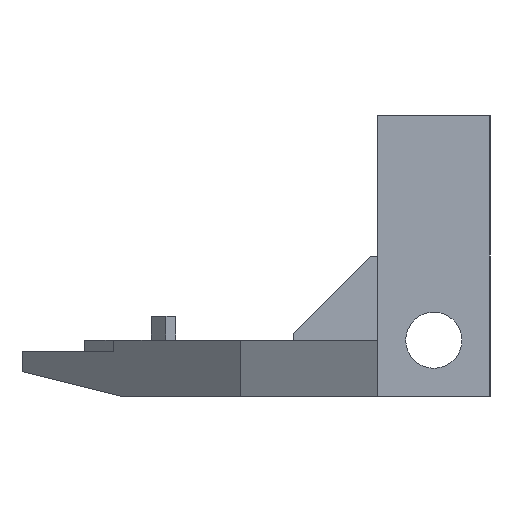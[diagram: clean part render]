
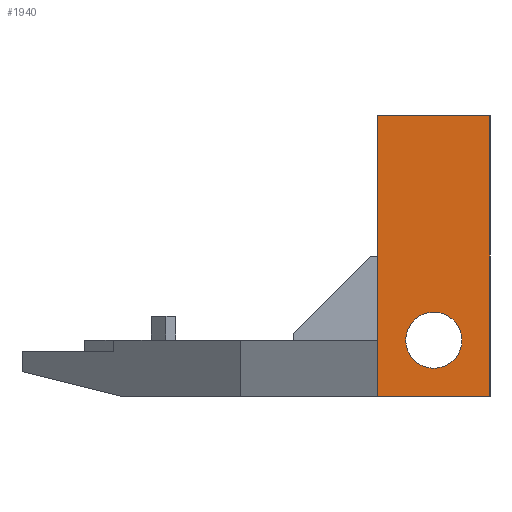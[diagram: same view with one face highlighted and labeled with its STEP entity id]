
A CAD part, left-side view. The second image highlights one B-rep face of the part: STEP entity #1940.
In plain terms, the highlighted planar face has unit normal (-1, 0, 0).
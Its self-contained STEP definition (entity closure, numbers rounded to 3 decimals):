
#100 = PLANE('',#101);
#101 = AXIS2_PLACEMENT_3D('',#102,#103,#104);
#102 = CARTESIAN_POINT('',(50.,-31.,20.));
#103 = DIRECTION('',(0.,1.,0.));
#104 = DIRECTION('',(-1.,0.,0.));
#376 = VERTEX_POINT('',#377);
#377 = CARTESIAN_POINT('',(-33.,-31.,4.));
#414 = PLANE('',#415);
#415 = AXIS2_PLACEMENT_3D('',#416,#417,#418);
#416 = CARTESIAN_POINT('',(-26.87,-21.213,0.));
#417 = DIRECTION('',(0.847,-0.531,0.));
#418 = DIRECTION('',(-0.531,-0.847,0.));
#734 = VERTEX_POINT('',#735);
#735 = CARTESIAN_POINT('',(-33.,-31.,20.));
#749 = PLANE('',#750);
#750 = AXIS2_PLACEMENT_3D('',#751,#752,#753);
#751 = CARTESIAN_POINT('',(0.,-26.677,20.));
#752 = DIRECTION('',(0.,0.,1.));
#753 = DIRECTION('',(1.,0.,0.));
#790 = EDGE_CURVE('',#376,#734,#791,.T.);
#791 = SURFACE_CURVE('',#792,(#796,#803),.PCURVE_S1.);
#792 = LINE('',#793,#794);
#793 = CARTESIAN_POINT('',(-33.,-31.,0.));
#794 = VECTOR('',#795,1.);
#795 = DIRECTION('',(0.,0.,1.));
#796 = PCURVE('',#100,#797);
#797 = DEFINITIONAL_REPRESENTATION('',(#798),#802);
#798 = LINE('',#799,#800);
#799 = CARTESIAN_POINT('',(83.,-20.));
#800 = VECTOR('',#801,1.);
#801 = DIRECTION('',(0.,1.));
#802 = ( GEOMETRIC_REPRESENTATION_CONTEXT(2) 
PARAMETRIC_REPRESENTATION_CONTEXT() REPRESENTATION_CONTEXT('2D SPACE',''
  ) );
#803 = PCURVE('',#804,#809);
#804 = PLANE('',#805);
#805 = AXIS2_PLACEMENT_3D('',#806,#807,#808);
#806 = CARTESIAN_POINT('',(-33.,-31.,0.));
#807 = DIRECTION('',(1.,0.,0.));
#808 = DIRECTION('',(0.,-1.,0.));
#809 = DEFINITIONAL_REPRESENTATION('',(#810),#814);
#810 = LINE('',#811,#812);
#811 = CARTESIAN_POINT('',(0.,0.));
#812 = VECTOR('',#813,1.);
#813 = DIRECTION('',(0.,-1.));
#814 = ( GEOMETRIC_REPRESENTATION_CONTEXT(2) 
PARAMETRIC_REPRESENTATION_CONTEXT() REPRESENTATION_CONTEXT('2D SPACE',''
  ) );
#1491 = PLANE('',#1492);
#1492 = AXIS2_PLACEMENT_3D('',#1493,#1494,#1495);
#1493 = CARTESIAN_POINT('',(0.,-26.677,0.));
#1494 = DIRECTION('',(0.,0.,1.));
#1495 = DIRECTION('',(1.,0.,0.));
#1602 = VERTEX_POINT('',#1603);
#1603 = CARTESIAN_POINT('',(-33.,-31.,0.));
#1626 = EDGE_CURVE('',#1602,#376,#1627,.T.);
#1627 = SURFACE_CURVE('',#1628,(#1632,#1639),.PCURVE_S1.);
#1628 = LINE('',#1629,#1630);
#1629 = CARTESIAN_POINT('',(-33.,-31.,0.));
#1630 = VECTOR('',#1631,1.);
#1631 = DIRECTION('',(0.,0.,1.));
#1632 = PCURVE('',#414,#1633);
#1633 = DEFINITIONAL_REPRESENTATION('',(#1634),#1638);
#1634 = LINE('',#1635,#1636);
#1635 = CARTESIAN_POINT('',(11.548,0.));
#1636 = VECTOR('',#1637,1.);
#1637 = DIRECTION('',(0.,-1.));
#1638 = ( GEOMETRIC_REPRESENTATION_CONTEXT(2) 
PARAMETRIC_REPRESENTATION_CONTEXT() REPRESENTATION_CONTEXT('2D SPACE',''
  ) );
#1639 = PCURVE('',#804,#1640);
#1640 = DEFINITIONAL_REPRESENTATION('',(#1641),#1645);
#1641 = LINE('',#1642,#1643);
#1642 = CARTESIAN_POINT('',(0.,0.));
#1643 = VECTOR('',#1644,1.);
#1644 = DIRECTION('',(0.,-1.));
#1645 = ( GEOMETRIC_REPRESENTATION_CONTEXT(2) 
PARAMETRIC_REPRESENTATION_CONTEXT() REPRESENTATION_CONTEXT('2D SPACE',''
  ) );
#1813 = EDGE_CURVE('',#734,#1814,#1816,.T.);
#1814 = VERTEX_POINT('',#1815);
#1815 = CARTESIAN_POINT('',(-33.,-39.,20.));
#1816 = SURFACE_CURVE('',#1817,(#1821,#1828),.PCURVE_S1.);
#1817 = LINE('',#1818,#1819);
#1818 = CARTESIAN_POINT('',(-33.,-31.,20.));
#1819 = VECTOR('',#1820,1.);
#1820 = DIRECTION('',(0.,-1.,0.));
#1821 = PCURVE('',#749,#1822);
#1822 = DEFINITIONAL_REPRESENTATION('',(#1823),#1827);
#1823 = LINE('',#1824,#1825);
#1824 = CARTESIAN_POINT('',(-33.,-4.323));
#1825 = VECTOR('',#1826,1.);
#1826 = DIRECTION('',(0.,-1.));
#1827 = ( GEOMETRIC_REPRESENTATION_CONTEXT(2) 
PARAMETRIC_REPRESENTATION_CONTEXT() REPRESENTATION_CONTEXT('2D SPACE',''
  ) );
#1828 = PCURVE('',#804,#1829);
#1829 = DEFINITIONAL_REPRESENTATION('',(#1830),#1834);
#1830 = LINE('',#1831,#1832);
#1831 = CARTESIAN_POINT('',(0.,-20.));
#1832 = VECTOR('',#1833,1.);
#1833 = DIRECTION('',(1.,0.));
#1834 = ( GEOMETRIC_REPRESENTATION_CONTEXT(2) 
PARAMETRIC_REPRESENTATION_CONTEXT() REPRESENTATION_CONTEXT('2D SPACE',''
  ) );
#1852 = PLANE('',#1853);
#1853 = AXIS2_PLACEMENT_3D('',#1854,#1855,#1856);
#1854 = CARTESIAN_POINT('',(-33.,-39.,0.));
#1855 = DIRECTION('',(0.,1.,0.));
#1856 = DIRECTION('',(1.,0.,0.));
#1940 = ADVANCED_FACE('',(#1941,#1990),#804,.F.);
#1941 = FACE_BOUND('',#1942,.F.);
#1942 = EDGE_LOOP('',(#1943,#1944,#1945,#1946,#1969));
#1943 = ORIENTED_EDGE('',*,*,#1626,.T.);
#1944 = ORIENTED_EDGE('',*,*,#790,.T.);
#1945 = ORIENTED_EDGE('',*,*,#1813,.T.);
#1946 = ORIENTED_EDGE('',*,*,#1947,.F.);
#1947 = EDGE_CURVE('',#1948,#1814,#1950,.T.);
#1948 = VERTEX_POINT('',#1949);
#1949 = CARTESIAN_POINT('',(-33.,-39.,0.));
#1950 = SURFACE_CURVE('',#1951,(#1955,#1962),.PCURVE_S1.);
#1951 = LINE('',#1952,#1953);
#1952 = CARTESIAN_POINT('',(-33.,-39.,0.));
#1953 = VECTOR('',#1954,1.);
#1954 = DIRECTION('',(0.,0.,1.));
#1955 = PCURVE('',#804,#1956);
#1956 = DEFINITIONAL_REPRESENTATION('',(#1957),#1961);
#1957 = LINE('',#1958,#1959);
#1958 = CARTESIAN_POINT('',(8.,0.));
#1959 = VECTOR('',#1960,1.);
#1960 = DIRECTION('',(0.,-1.));
#1961 = ( GEOMETRIC_REPRESENTATION_CONTEXT(2) 
PARAMETRIC_REPRESENTATION_CONTEXT() REPRESENTATION_CONTEXT('2D SPACE',''
  ) );
#1962 = PCURVE('',#1852,#1963);
#1963 = DEFINITIONAL_REPRESENTATION('',(#1964),#1968);
#1964 = LINE('',#1965,#1966);
#1965 = CARTESIAN_POINT('',(0.,0.));
#1966 = VECTOR('',#1967,1.);
#1967 = DIRECTION('',(0.,-1.));
#1968 = ( GEOMETRIC_REPRESENTATION_CONTEXT(2) 
PARAMETRIC_REPRESENTATION_CONTEXT() REPRESENTATION_CONTEXT('2D SPACE',''
  ) );
#1969 = ORIENTED_EDGE('',*,*,#1970,.F.);
#1970 = EDGE_CURVE('',#1602,#1948,#1971,.T.);
#1971 = SURFACE_CURVE('',#1972,(#1976,#1983),.PCURVE_S1.);
#1972 = LINE('',#1973,#1974);
#1973 = CARTESIAN_POINT('',(-33.,-31.,0.));
#1974 = VECTOR('',#1975,1.);
#1975 = DIRECTION('',(0.,-1.,0.));
#1976 = PCURVE('',#804,#1977);
#1977 = DEFINITIONAL_REPRESENTATION('',(#1978),#1982);
#1978 = LINE('',#1979,#1980);
#1979 = CARTESIAN_POINT('',(0.,0.));
#1980 = VECTOR('',#1981,1.);
#1981 = DIRECTION('',(1.,0.));
#1982 = ( GEOMETRIC_REPRESENTATION_CONTEXT(2) 
PARAMETRIC_REPRESENTATION_CONTEXT() REPRESENTATION_CONTEXT('2D SPACE',''
  ) );
#1983 = PCURVE('',#1491,#1984);
#1984 = DEFINITIONAL_REPRESENTATION('',(#1985),#1989);
#1985 = LINE('',#1986,#1987);
#1986 = CARTESIAN_POINT('',(-33.,-4.323));
#1987 = VECTOR('',#1988,1.);
#1988 = DIRECTION('',(0.,-1.));
#1989 = ( GEOMETRIC_REPRESENTATION_CONTEXT(2) 
PARAMETRIC_REPRESENTATION_CONTEXT() REPRESENTATION_CONTEXT('2D SPACE',''
  ) );
#1990 = FACE_BOUND('',#1991,.F.);
#1991 = EDGE_LOOP('',(#1992));
#1992 = ORIENTED_EDGE('',*,*,#1993,.F.);
#1993 = EDGE_CURVE('',#1994,#1994,#1996,.T.);
#1994 = VERTEX_POINT('',#1995);
#1995 = CARTESIAN_POINT('',(-33.,-33.,4.));
#1996 = SURFACE_CURVE('',#1997,(#2002,#2009),.PCURVE_S1.);
#1997 = CIRCLE('',#1998,2.);
#1998 = AXIS2_PLACEMENT_3D('',#1999,#2000,#2001);
#1999 = CARTESIAN_POINT('',(-33.,-35.,4.));
#2000 = DIRECTION('',(1.,0.,0.));
#2001 = DIRECTION('',(0.,1.,0.));
#2002 = PCURVE('',#804,#2003);
#2003 = DEFINITIONAL_REPRESENTATION('',(#2004),#2008);
#2004 = CIRCLE('',#2005,2.);
#2005 = AXIS2_PLACEMENT_2D('',#2006,#2007);
#2006 = CARTESIAN_POINT('',(4.,-4.));
#2007 = DIRECTION('',(-1.,0.));
#2008 = ( GEOMETRIC_REPRESENTATION_CONTEXT(2) 
PARAMETRIC_REPRESENTATION_CONTEXT() REPRESENTATION_CONTEXT('2D SPACE',''
  ) );
#2009 = PCURVE('',#2010,#2015);
#2010 = CYLINDRICAL_SURFACE('',#2011,2.);
#2011 = AXIS2_PLACEMENT_3D('',#2012,#2013,#2014);
#2012 = CARTESIAN_POINT('',(33.,-35.,4.));
#2013 = DIRECTION('',(1.,0.,0.));
#2014 = DIRECTION('',(0.,1.,0.));
#2015 = DEFINITIONAL_REPRESENTATION('',(#2016),#2020);
#2016 = LINE('',#2017,#2018);
#2017 = CARTESIAN_POINT('',(0.,-66.));
#2018 = VECTOR('',#2019,1.);
#2019 = DIRECTION('',(1.,0.));
#2020 = ( GEOMETRIC_REPRESENTATION_CONTEXT(2) 
PARAMETRIC_REPRESENTATION_CONTEXT() REPRESENTATION_CONTEXT('2D SPACE',''
  ) );
